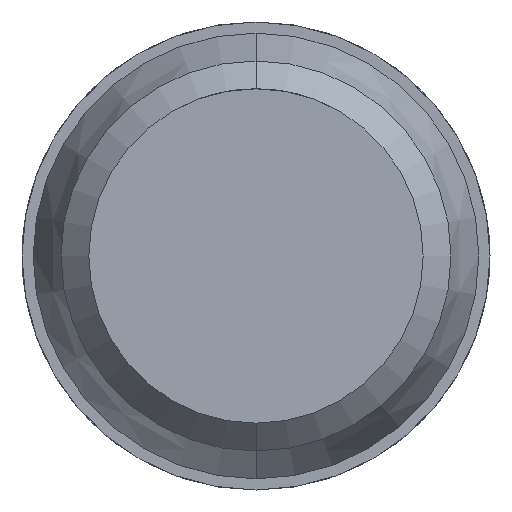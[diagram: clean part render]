
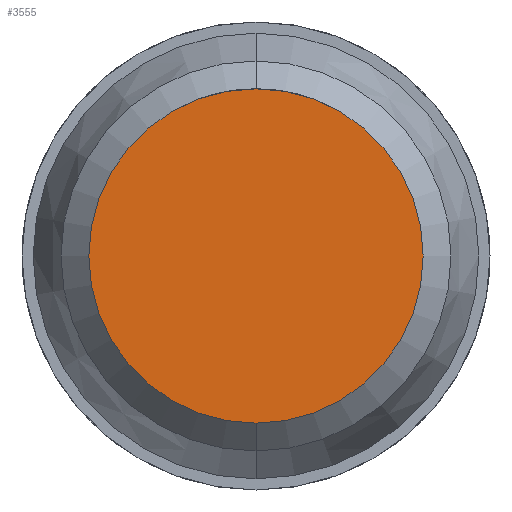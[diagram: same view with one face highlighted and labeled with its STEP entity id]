
A CAD part, front view. The second image highlights one B-rep face of the part: STEP entity #3555.
In plain terms, the highlighted planar face has unit normal (0, -1, 0).
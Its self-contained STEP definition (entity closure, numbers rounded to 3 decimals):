
#507 = CIRCLE ( 'NONE', #1431, 1.5 ) ;
#564 = AXIS2_PLACEMENT_3D ( 'NONE', #1422, #3219, #3698 ) ;
#576 = CARTESIAN_POINT ( 'NONE',  ( 0., -39.6, 0. ) ) ;
#876 = CARTESIAN_POINT ( 'NONE',  ( 0., -39.6, 1.5 ) ) ;
#953 = ORIENTED_EDGE ( 'NONE', *, *, #1515, .F. ) ;
#1194 = FACE_OUTER_BOUND ( 'NONE', #5151, .T. ) ;
#1422 = CARTESIAN_POINT ( 'NONE',  ( -1.5, -39.6, 0. ) ) ;
#1431 = AXIS2_PLACEMENT_3D ( 'NONE', #576, #4197, #4642 ) ;
#1515 = EDGE_CURVE ( 'Defeature ausgef�hrt2_0+Defeature ausgef�hrt2_2+Defeature ausgef�hrt2_2+Defeature ausgef�hrt2_2', #5117, #4705, #507, .T. ) ;
#2398 = DIRECTION ( 'NONE',  ( 0., 1., 0. ) ) ;
#2660 = CARTESIAN_POINT ( 'NONE',  ( 0., -39.6, -1.5 ) ) ;
#2812 = AXIS2_PLACEMENT_3D ( 'NONE', #5619, #2398, #4660 ) ;
#3184 = PLANE ( 'NONE',  #564 ) ;
#3219 = DIRECTION ( 'NONE',  ( 0., -1., 0. ) ) ;
#3555 = ADVANCED_FACE ( 'Defeature ausgef�hrt2_2', ( #1194 ), #3184, .T. ) ;
#3669 = ORIENTED_EDGE ( 'NONE', *, *, #4739, .F. ) ;
#3698 = DIRECTION ( 'NONE',  ( 0., 0., -1. ) ) ;
#4197 = DIRECTION ( 'NONE',  ( 0., 1., 0. ) ) ;
#4307 = CIRCLE ( 'NONE', #2812, 1.5 ) ;
#4642 = DIRECTION ( 'NONE',  ( 0., 0., 1. ) ) ;
#4660 = DIRECTION ( 'NONE',  ( 0., 0., 1. ) ) ;
#4705 = VERTEX_POINT ( 'NONE', #2660 ) ;
#4739 = EDGE_CURVE ( 'Defeature ausgef�hrt2_0+Defeature ausgef�hrt2_2+Defeature ausgef�hrt2_2+Defeature ausgef�hrt2_2', #4705, #5117, #4307, .T. ) ;
#5117 = VERTEX_POINT ( 'NONE', #876 ) ;
#5151 = EDGE_LOOP ( 'NONE', ( #953, #3669 ) ) ;
#5619 = CARTESIAN_POINT ( 'NONE',  ( 0., -39.6, 0. ) ) ;
